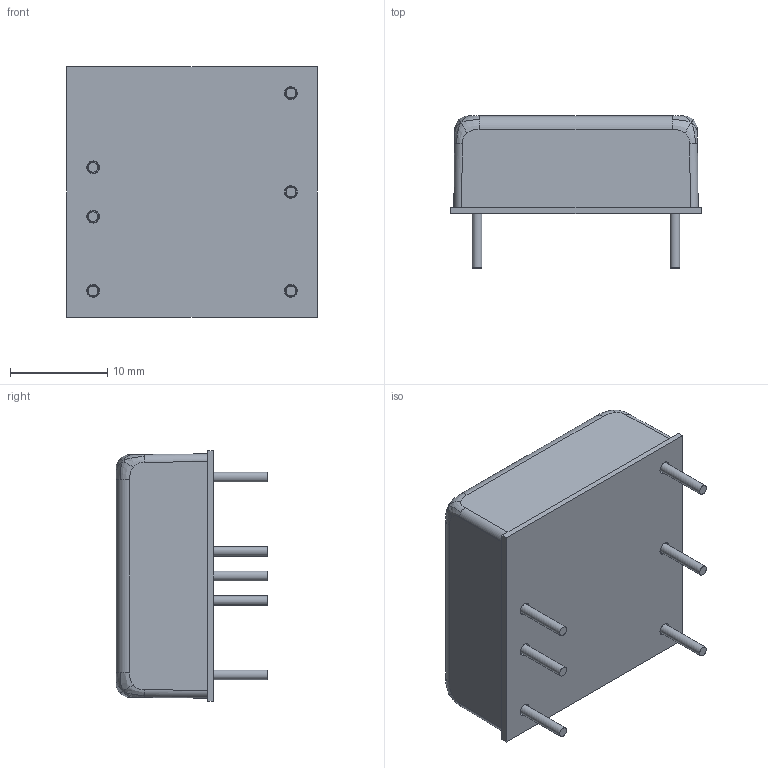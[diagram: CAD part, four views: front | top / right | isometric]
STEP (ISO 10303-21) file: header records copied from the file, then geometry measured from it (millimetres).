
FILE_DESCRIPTION(('FreeCAD Model'),'2;1');
FILE_NAME('REC15E-SZ_3D_20190726.step','2019-07-26T10:11:04',('Author'),('' ),'Open CASCADE STEP processor 7.3','FreeCAD','Unknown');
FILE_SCHEMA(('AUTOMOTIVE_DESIGN { 1 0 10303 214 1 1 1 1 }'));
Length unit declared in the file: millimetre
Products named in the file (8): REC15E-SZ_pin4(-Vout); REC15E-SZ_case; REC15E-SZ_pin3(CTRL); REC15E-SZ_pin6(+Vout); REC15E-SZ_pin5(Trim); REC15E-SZ_base; REC15E-SZ_pin2(-Vin); REC15E-SZ_pin1(+Vin)
Bounding box: 25.7 x 15.6 x 25.7 mm (x, y, z)
Volume: 1046.9 mm3; surface area: 4638.8 mm2
Topology: 8 solids, 8 shells, 145 faces, 307 edges, 197 vertices
Faces by surface type: plane 50, bspline 48, cylinder 35, torus 12
Full cylindrical faces by diameter (mm): 1 x12, 1.3 x6
Entity records: 7122 total; most frequent: CARTESIAN_POINT 3644, ORIENTED_EDGE 614, DIRECTION 528, EDGE_CURVE 307, AXIS2_PLACEMENT_3D 233, VERTEX_POINT 197, FACE_BOUND 176, EDGE_LOOP 176
